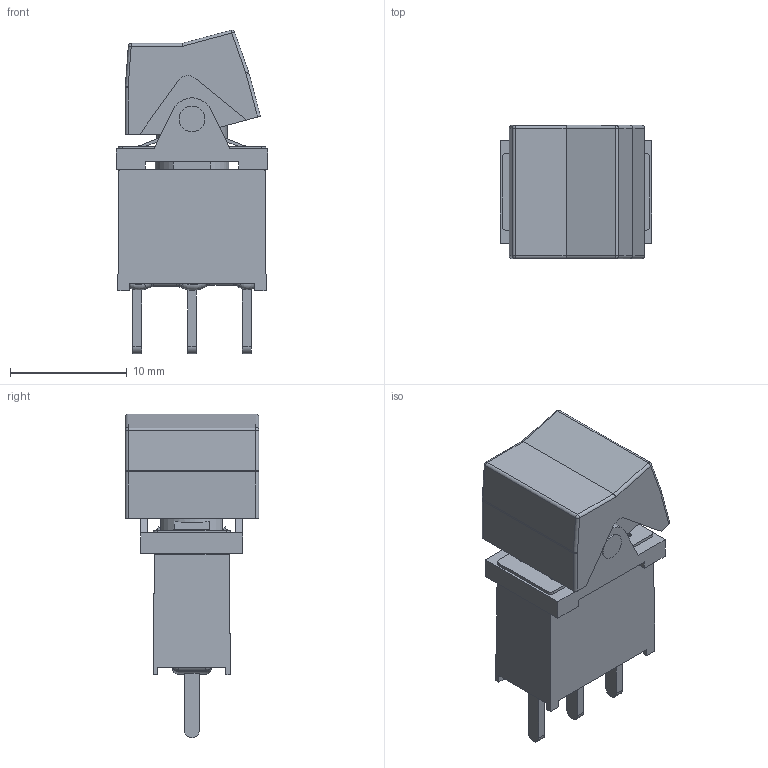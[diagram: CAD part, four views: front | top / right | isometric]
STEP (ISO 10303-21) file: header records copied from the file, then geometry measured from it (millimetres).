
FILE_DESCRIPTION(/* description */ (''),/* implementation_level */ '2;1');
FILE_NAME(/* name */ '300AWSPxJ5xxxM2xE.stp',/* time_stamp */ '2025-05-13T16:22:26-05:00',/* author */ ('mroman'),/* organization */ (''),/* preprocessor_version */ 'ST-DEVELOPER v18.1',/* originating_system */ 'Autodesk Inventor 2022',/* authorisation */ '');
FILE_SCHEMA (('AUTOMOTIVE_DESIGN { 1 0 10303 214 3 1 1 }'));
Length unit declared in the file: inch
Products named in the file (1): 300AWSPxJ5xxxM2xE
Bounding box: 13 x 11.43 x 27.72 mm (x, y, z)
Volume: 1601.7 mm3; surface area: 1859.4 mm2
Topology: 1 solids, 1 shells, 249 faces, 655 edges, 413 vertices
Faces by surface type: plane 129, cylinder 84, torus 24, bspline 8, sphere 4
Full cylindrical faces by diameter (mm): 2.2 x4
Entity records: 8008 total; most frequent: CARTESIAN_POINT 1814, ORIENTED_EDGE 1302, DIRECTION 1267, EDGE_CURVE 651, AXIS2_PLACEMENT_3D 434, VERTEX_POINT 413, LINE 399, VECTOR 399
